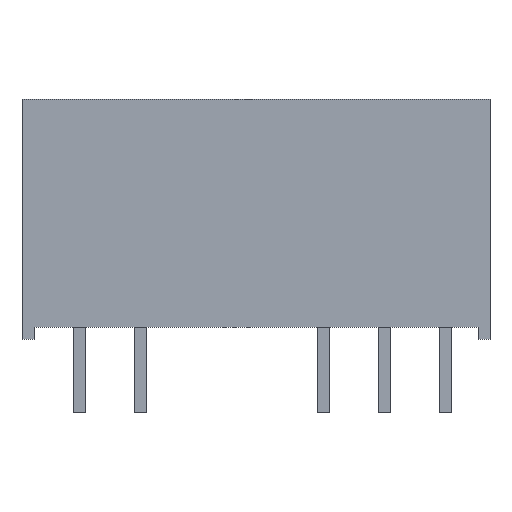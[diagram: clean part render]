
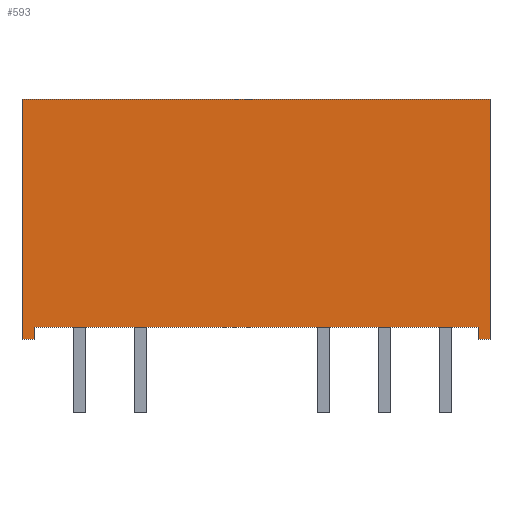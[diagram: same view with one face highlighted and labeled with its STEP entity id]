
A CAD part, front view. The second image highlights one B-rep face of the part: STEP entity #593.
In plain terms, the highlighted planar face has unit normal (0, -1, 0).
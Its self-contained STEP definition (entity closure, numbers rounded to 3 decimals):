
#37=DIRECTION('',(1.,0.,0.));
#38=VECTOR('',#37,18.5);
#39=CARTESIAN_POINT('',(153.543,121.966,3.55));
#40=LINE('',#39,#38);
#53=DIRECTION('',(0.,0.,1.));
#54=VECTOR('',#53,0.5);
#55=CARTESIAN_POINT('',(153.543,121.966,3.05));
#56=LINE('',#55,#54);
#65=DIRECTION('',(0.,0.,-1.));
#66=VECTOR('',#65,0.5);
#67=CARTESIAN_POINT('',(172.043,121.966,3.55));
#68=LINE('',#67,#66);
#73=DIRECTION('',(1.,0.,0.));
#74=VECTOR('',#73,0.5);
#75=CARTESIAN_POINT('',(172.043,121.966,3.05));
#76=LINE('',#75,#74);
#85=DIRECTION('',(0.,0.,1.));
#86=VECTOR('',#85,10.);
#87=CARTESIAN_POINT('',(172.543,121.966,3.05));
#88=LINE('',#87,#86);
#97=DIRECTION('',(-1.,0.,0.));
#98=VECTOR('',#97,19.5);
#99=CARTESIAN_POINT('',(172.543,121.966,13.05));
#100=LINE('',#99,#98);
#109=DIRECTION('',(0.,0.,-1.));
#110=VECTOR('',#109,10.);
#111=CARTESIAN_POINT('',(153.043,121.966,13.05));
#112=LINE('',#111,#110);
#121=DIRECTION('',(1.,0.,0.));
#122=VECTOR('',#121,0.5);
#123=CARTESIAN_POINT('',(153.043,121.966,3.05));
#124=LINE('',#123,#122);
#353=CARTESIAN_POINT('',(153.543,121.966,3.55));
#354=CARTESIAN_POINT('',(172.043,121.966,3.55));
#355=VERTEX_POINT('',#353);
#356=VERTEX_POINT('',#354);
#425=CARTESIAN_POINT('',(153.543,121.966,3.05));
#426=VERTEX_POINT('',#425);
#427=CARTESIAN_POINT('',(153.043,121.966,3.05));
#428=VERTEX_POINT('',#427);
#429=CARTESIAN_POINT('',(153.043,121.966,13.05));
#430=VERTEX_POINT('',#429);
#431=CARTESIAN_POINT('',(172.543,121.966,13.05));
#432=VERTEX_POINT('',#431);
#433=CARTESIAN_POINT('',(172.543,121.966,3.05));
#434=VERTEX_POINT('',#433);
#435=CARTESIAN_POINT('',(172.043,121.966,3.05));
#436=VERTEX_POINT('',#435);
#571=CARTESIAN_POINT('',(162.793,121.966,8.125));
#572=DIRECTION('',(0.,-1.,0.));
#573=DIRECTION('',(1.,0.,0.));
#574=AXIS2_PLACEMENT_3D('',#571,#572,#573);
#575=PLANE('',#574);
#576=ORIENTED_EDGE('',*,*,#513,.F.);
#578=ORIENTED_EDGE('',*,*,#577,.F.);
#580=ORIENTED_EDGE('',*,*,#579,.F.);
#582=ORIENTED_EDGE('',*,*,#581,.F.);
#584=ORIENTED_EDGE('',*,*,#583,.F.);
#586=ORIENTED_EDGE('',*,*,#585,.F.);
#588=ORIENTED_EDGE('',*,*,#587,.F.);
#590=ORIENTED_EDGE('',*,*,#589,.F.);
#591=EDGE_LOOP('',(#576,#578,#580,#582,#584,#586,#588,#590));
#592=FACE_OUTER_BOUND('',#591,.F.);
#593=ADVANCED_FACE('',(#592),#575,.T.);
#513=EDGE_CURVE('',#355,#356,#40,.T.);
#577=EDGE_CURVE('',#426,#355,#56,.T.);
#579=EDGE_CURVE('',#428,#426,#124,.T.);
#581=EDGE_CURVE('',#430,#428,#112,.T.);
#583=EDGE_CURVE('',#432,#430,#100,.T.);
#585=EDGE_CURVE('',#434,#432,#88,.T.);
#587=EDGE_CURVE('',#436,#434,#76,.T.);
#589=EDGE_CURVE('',#356,#436,#68,.T.);
